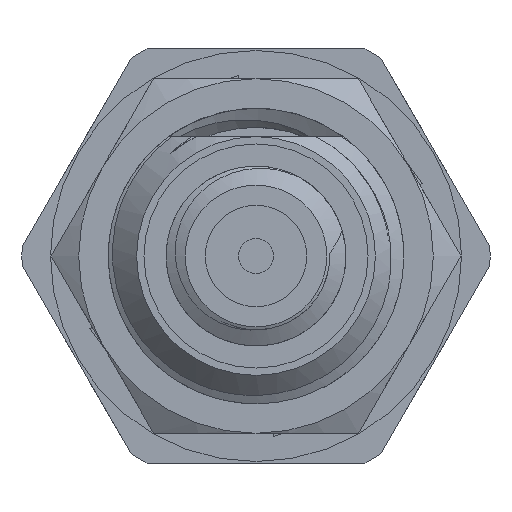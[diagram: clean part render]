
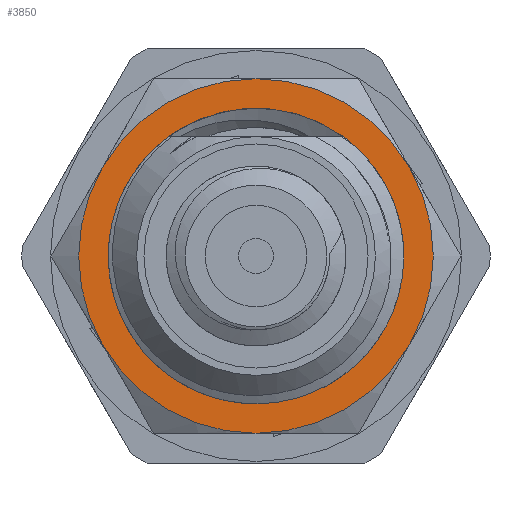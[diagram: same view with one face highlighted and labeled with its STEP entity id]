
A CAD part, left-side view. The second image highlights one B-rep face of the part: STEP entity #3850.
In plain terms, the highlighted planar face has unit normal (-1, 0, 0).
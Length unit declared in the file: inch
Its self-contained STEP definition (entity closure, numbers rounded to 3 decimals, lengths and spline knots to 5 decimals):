
#89 = DIRECTION ( 'NONE',  ( 0., 0., 1. ) ) ;
#163 = DIRECTION ( 'NONE',  ( 0., 0., 1. ) ) ;
#523 = AXIS2_PLACEMENT_3D ( 'NONE', #2300, #1109, #89 ) ;
#713 = CARTESIAN_POINT ( 'NONE',  ( 0.19602, -0.16238, -0.09375 ) ) ;
#808 = CIRCLE ( 'NONE', #3521, 0.1875 ) ;
#1067 = CIRCLE ( 'NONE', #7052, 0.1875 ) ;
#1109 = DIRECTION ( 'NONE',  ( -1., 0., 0. ) ) ;
#1113 = DIRECTION ( 'NONE',  ( 0., 1., 0. ) ) ;
#1424 = DIRECTION ( 'NONE',  ( -1., 0., 0. ) ) ;
#1438 = CARTESIAN_POINT ( 'NONE',  ( 0.19602, 0.13712, 0.07492 ) ) ;
#1699 = VERTEX_POINT ( 'NONE', #713 ) ;
#1773 = DIRECTION ( 'NONE',  ( 0., 0., 1. ) ) ;
#2199 = DIRECTION ( 'NONE',  ( -1., 0., 0. ) ) ;
#2300 = CARTESIAN_POINT ( 'NONE',  ( 0.19602, 0., 0. ) ) ;
#2353 = ORIENTED_EDGE ( 'NONE', *, *, #5499, .T. ) ;
#2818 = EDGE_CURVE ( 'NONE', #14476, #3624, #9461, .T. ) ;
#2970 = AXIS2_PLACEMENT_3D ( 'NONE', #16323, #10958, #4539 ) ;
#2983 = AXIS2_PLACEMENT_3D ( 'NONE', #8211, #13397, #1773 ) ;
#3263 = ORIENTED_EDGE ( 'NONE', *, *, #3399, .F. ) ;
#3399 = EDGE_CURVE ( 'NONE', #3624, #14476, #13510, .T. ) ;
#3521 = AXIS2_PLACEMENT_3D ( 'NONE', #10870, #4720, #9960 ) ;
#3624 = VERTEX_POINT ( 'NONE', #1438 ) ;
#3775 = CIRCLE ( 'NONE', #2970, 0.1875 ) ;
#3826 = FACE_BOUND ( 'NONE', #5371, .T. ) ;
#3850 = ADVANCED_FACE ( 'NONE', ( #3826, #14345 ), #7563, .T. ) ;
#4501 = CARTESIAN_POINT ( 'NONE',  ( 0.19602, -0.052, -0.14734 ) ) ;
#4539 = DIRECTION ( 'NONE',  ( 0., 0., 1. ) ) ;
#4720 = DIRECTION ( 'NONE',  ( -1., 0., 0. ) ) ;
#5349 = DIRECTION ( 'NONE',  ( 0., 0., 1. ) ) ;
#5371 = EDGE_LOOP ( 'NONE', ( #3263, #7799 ) ) ;
#5499 = EDGE_CURVE ( 'NONE', #10863, #10654, #808, .T. ) ;
#5536 = EDGE_CURVE ( 'NONE', #9566, #14281, #3775, .T. ) ;
#5636 = ORIENTED_EDGE ( 'NONE', *, *, #13047, .T. ) ;
#5977 = CIRCLE ( 'NONE', #2983, 0.1875 ) ;
#6157 = EDGE_CURVE ( 'NONE', #10654, #1699, #1067, .T. ) ;
#6206 = AXIS2_PLACEMENT_3D ( 'NONE', #7798, #11726, #1113 ) ;
#6345 = ORIENTED_EDGE ( 'NONE', *, *, #8183, .T. ) ;
#6529 = DIRECTION ( 'NONE',  ( -1., 0., 0. ) ) ;
#6742 = CARTESIAN_POINT ( 'NONE',  ( 0.19602, 0., -0.1875 ) ) ;
#7002 = CARTESIAN_POINT ( 'NONE',  ( 0.19602, 0.16238, -0.09375 ) ) ;
#7052 = AXIS2_PLACEMENT_3D ( 'NONE', #16218, #10851, #13753 ) ;
#7379 = DIRECTION ( 'NONE',  ( 0., 0., 1. ) ) ;
#7563 = PLANE ( 'NONE',  #6206 ) ;
#7798 = CARTESIAN_POINT ( 'NONE',  ( 0.19602, 0.10825, -0.1875 ) ) ;
#7799 = ORIENTED_EDGE ( 'NONE', *, *, #2818, .F. ) ;
#8183 = EDGE_CURVE ( 'NONE', #14281, #9713, #5977, .T. ) ;
#8211 = CARTESIAN_POINT ( 'NONE',  ( 0.19602, 0., 0. ) ) ;
#8579 = ORIENTED_EDGE ( 'NONE', *, *, #5536, .T. ) ;
#9189 = AXIS2_PLACEMENT_3D ( 'NONE', #13064, #6529, #163 ) ;
#9461 = CIRCLE ( 'NONE', #13801, 0.15625 ) ;
#9566 = VERTEX_POINT ( 'NONE', #10781 ) ;
#9713 = VERTEX_POINT ( 'NONE', #16234 ) ;
#9756 = CARTESIAN_POINT ( 'NONE',  ( 0.19602, 0., 0. ) ) ;
#9866 = ORIENTED_EDGE ( 'NONE', *, *, #6157, .T. ) ;
#9960 = DIRECTION ( 'NONE',  ( 0., 0., 1. ) ) ;
#10422 = ORIENTED_EDGE ( 'NONE', *, *, #16331, .T. ) ;
#10654 = VERTEX_POINT ( 'NONE', #6742 ) ;
#10781 = CARTESIAN_POINT ( 'NONE',  ( 0.19602, -0.16238, 0.09375 ) ) ;
#10802 = CIRCLE ( 'NONE', #9189, 0.1875 ) ;
#10851 = DIRECTION ( 'NONE',  ( -1., 0., 0. ) ) ;
#10863 = VERTEX_POINT ( 'NONE', #7002 ) ;
#10870 = CARTESIAN_POINT ( 'NONE',  ( 0.19602, 0., 0. ) ) ;
#10958 = DIRECTION ( 'NONE',  ( -1., 0., 0. ) ) ;
#11726 = DIRECTION ( 'NONE',  ( -1., 0., 0. ) ) ;
#12005 = EDGE_LOOP ( 'NONE', ( #8579, #6345, #10422, #2353, #9866, #5636 ) ) ;
#13047 = EDGE_CURVE ( 'NONE', #1699, #9566, #13274, .T. ) ;
#13064 = CARTESIAN_POINT ( 'NONE',  ( 0.19602, 0., 0. ) ) ;
#13274 = CIRCLE ( 'NONE', #13826, 0.1875 ) ;
#13389 = CARTESIAN_POINT ( 'NONE',  ( 0.19602, 0., 0.1875 ) ) ;
#13397 = DIRECTION ( 'NONE',  ( -1., 0., 0. ) ) ;
#13510 = CIRCLE ( 'NONE', #523, 0.15625 ) ;
#13753 = DIRECTION ( 'NONE',  ( 0., 0., 1. ) ) ;
#13801 = AXIS2_PLACEMENT_3D ( 'NONE', #14417, #1424, #5349 ) ;
#13826 = AXIS2_PLACEMENT_3D ( 'NONE', #9756, #2199, #7379 ) ;
#14281 = VERTEX_POINT ( 'NONE', #13389 ) ;
#14345 = FACE_OUTER_BOUND ( 'NONE', #12005, .T. ) ;
#14417 = CARTESIAN_POINT ( 'NONE',  ( 0.19602, 0., 0. ) ) ;
#14476 = VERTEX_POINT ( 'NONE', #4501 ) ;
#16218 = CARTESIAN_POINT ( 'NONE',  ( 0.19602, 0., 0. ) ) ;
#16234 = CARTESIAN_POINT ( 'NONE',  ( 0.19602, 0.16238, 0.09375 ) ) ;
#16323 = CARTESIAN_POINT ( 'NONE',  ( 0.19602, 0., 0. ) ) ;
#16331 = EDGE_CURVE ( 'NONE', #9713, #10863, #10802, .T. ) ;
